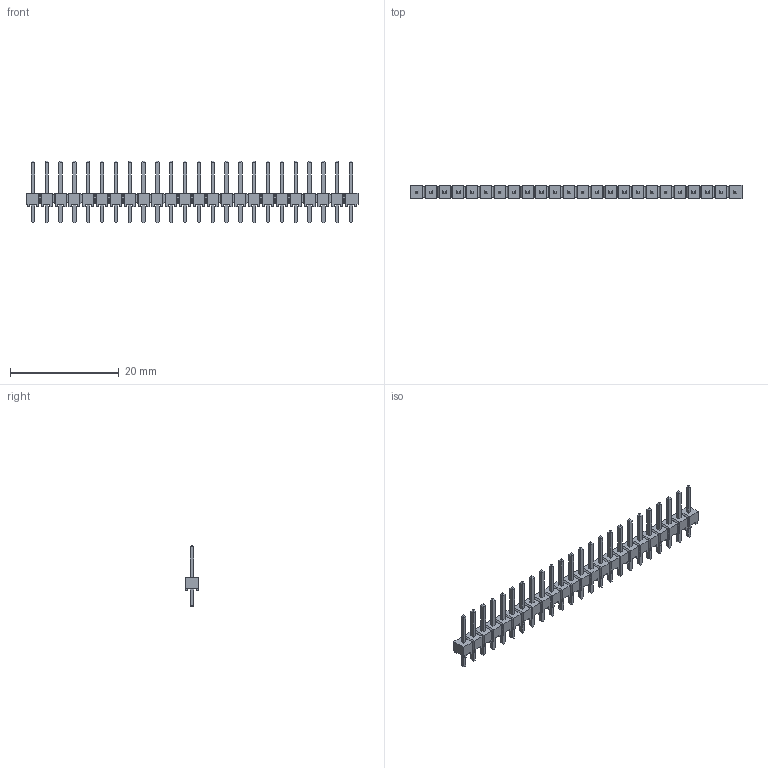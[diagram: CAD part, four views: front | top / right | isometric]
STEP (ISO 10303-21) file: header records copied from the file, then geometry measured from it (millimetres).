
FILE_DESCRIPTION(/* description */ (''),/* implementation_level */ '2;1');
FILE_NAME(/* name */ 'SAMTEC_TSW-124-23-L-S.stp',/* time_stamp */ '2016-12-08T17:56:48+01:00',/* author */ ('riccim'),/* organization */ ('SolidWorks'),/* preprocessor_version */ 'ST-DEVELOPER v15.5',/* originating_system */ 'AutoCAD Mechanical',/* authorisation */ ' ');
FILE_SCHEMA (('AUTOMOTIVE_DESIGN { 1 0 10303 214 3 1 1 }'));
Length unit declared in the file: millimetre
Products named in the file (1): Product
Bounding box: 60.96 x 2.54 x 11.3 mm (x, y, z)
Volume: 394.7 mm3; surface area: 1492.7 mm2
Topology: 49 solids, 49 shells, 1240 faces, 3054 edges, 1912 vertices
Faces by surface type: plane 1240
Entity records: 35416 total; most frequent: CARTESIAN_POINT 6207, ORIENTED_EDGE 6108, DIRECTION 5536, LINE 3054, VECTOR 3054, EDGE_CURVE 3054, VERTEX_POINT 1912, EDGE_LOOP 1288
